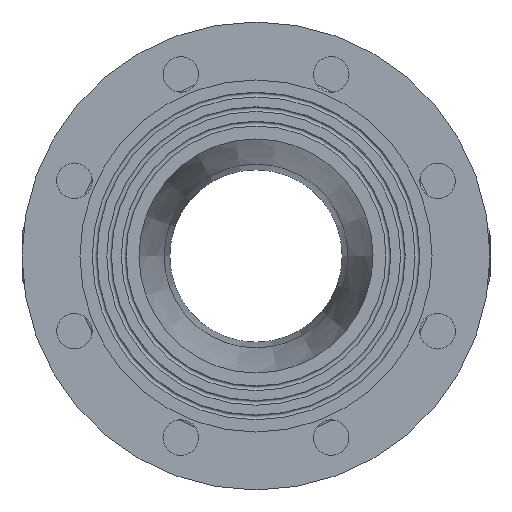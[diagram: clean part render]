
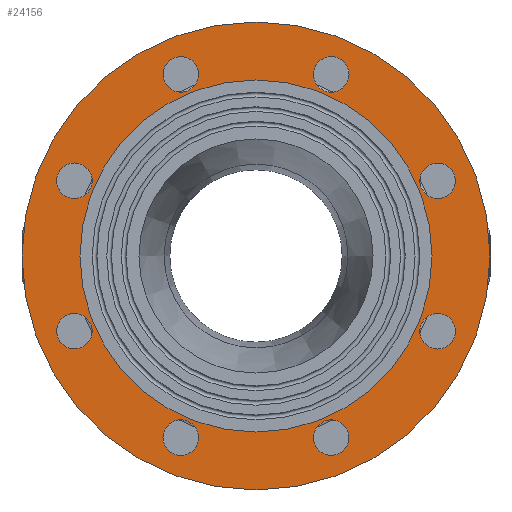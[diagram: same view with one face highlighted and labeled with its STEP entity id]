
A CAD part, front view. The second image highlights one B-rep face of the part: STEP entity #24156.
In plain terms, the highlighted planar face has unit normal (0, -1, 0).
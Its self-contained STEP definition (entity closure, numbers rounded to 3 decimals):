
#23673=CARTESIAN_POINT('',(46.899,3.,-90.29));
#23674=VERTEX_POINT('',#23673);
#23675=CARTESIAN_POINT('',(40.182,3.,-97.007));
#23676=DIRECTION('',(0.,1.0,0.));
#23677=DIRECTION('',(-0.707,0.,-0.707));
#23678=AXIS2_PLACEMENT_3D('',#23675,#23676,#23677);
#23679=CIRCLE('',#23678,9.5);
#23680=EDGE_CURVE('',#23674,#23674,#23679,.T.);
#23701=CARTESIAN_POINT('',(97.007,3.,-30.682));
#23702=VERTEX_POINT('',#23701);
#23703=CARTESIAN_POINT('',(97.007,3.,-40.182));
#23704=DIRECTION('',(0.0,1.0,0.0));
#23705=DIRECTION('',(0.0,0.0,-1.0));
#23706=AXIS2_PLACEMENT_3D('',#23703,#23704,#23705);
#23707=CIRCLE('',#23706,9.5);
#23708=EDGE_CURVE('',#23702,#23702,#23707,.T.);
#23729=CARTESIAN_POINT('',(90.29,3.,46.899));
#23730=VERTEX_POINT('',#23729);
#23731=CARTESIAN_POINT('',(97.007,3.,40.182));
#23732=DIRECTION('',(0.,1.0,0.));
#23733=DIRECTION('',(0.707,0.,-0.707));
#23734=AXIS2_PLACEMENT_3D('',#23731,#23732,#23733);
#23735=CIRCLE('',#23734,9.5);
#23736=EDGE_CURVE('',#23730,#23730,#23735,.T.);
#23757=CARTESIAN_POINT('',(30.682,3.,97.007));
#23758=VERTEX_POINT('',#23757);
#23759=CARTESIAN_POINT('',(40.182,3.,97.007));
#23760=DIRECTION('',(0.0,1.0,0.0));
#23761=DIRECTION('',(1.0,0.0,0.0));
#23762=AXIS2_PLACEMENT_3D('',#23759,#23760,#23761);
#23763=CIRCLE('',#23762,9.5);
#23764=EDGE_CURVE('',#23758,#23758,#23763,.T.);
#23785=CARTESIAN_POINT('',(-46.899,3.,90.29));
#23786=VERTEX_POINT('',#23785);
#23787=CARTESIAN_POINT('',(-40.182,3.,97.007));
#23788=DIRECTION('',(0.,1.,0.));
#23789=DIRECTION('',(0.707,0.,0.707));
#23790=AXIS2_PLACEMENT_3D('',#23787,#23788,#23789);
#23791=CIRCLE('',#23790,9.5);
#23792=EDGE_CURVE('',#23786,#23786,#23791,.T.);
#23813=CARTESIAN_POINT('',(-97.007,3.,30.682));
#23814=VERTEX_POINT('',#23813);
#23815=CARTESIAN_POINT('',(-97.007,3.,40.182));
#23816=DIRECTION('',(0.0,1.0,0.0));
#23817=DIRECTION('',(0.0,0.0,1.0));
#23818=AXIS2_PLACEMENT_3D('',#23815,#23816,#23817);
#23819=CIRCLE('',#23818,9.5);
#23820=EDGE_CURVE('',#23814,#23814,#23819,.T.);
#23841=CARTESIAN_POINT('',(-90.29,3.,-46.899));
#23842=VERTEX_POINT('',#23841);
#23843=CARTESIAN_POINT('',(-97.007,3.,-40.182));
#23844=DIRECTION('',(0.,1.,0.));
#23845=DIRECTION('',(-0.707,0.,0.707));
#23846=AXIS2_PLACEMENT_3D('',#23843,#23844,#23845);
#23847=CIRCLE('',#23846,9.5);
#23848=EDGE_CURVE('',#23842,#23842,#23847,.T.);
#23869=CARTESIAN_POINT('',(-30.682,3.,-97.007));
#23870=VERTEX_POINT('',#23869);
#23871=CARTESIAN_POINT('',(-40.182,3.,-97.007));
#23872=DIRECTION('',(0.0,1.0,0.0));
#23873=DIRECTION('',(-1.0,0.0,0.0));
#23874=AXIS2_PLACEMENT_3D('',#23871,#23872,#23873);
#23875=CIRCLE('',#23874,9.5);
#23876=EDGE_CURVE('',#23870,#23870,#23875,.T.);
#24105=CARTESIAN_POINT('',(-109.519,3.,0.0));
#24106=DIRECTION('',(0.0,-1.0,0.0));
#24107=DIRECTION('',(0.0,0.0,-1.0));
#24108=AXIS2_PLACEMENT_3D('',#24105,#24106,#24107);
#24109=PLANE('',#24108);
#24110=CARTESIAN_POINT('',(-125.,3.,0.0));
#24111=VERTEX_POINT('',#24110);
#24112=CARTESIAN_POINT('',(0.,3.,0.0));
#24113=DIRECTION('',(0.0,1.0,0.0));
#24114=DIRECTION('',(-1.0,0.0,0.0));
#24115=AXIS2_PLACEMENT_3D('',#24112,#24113,#24114);
#24116=CIRCLE('',#24115,125.);
#24117=EDGE_CURVE('',#24111,#24111,#24116,.T.);
#24118=ORIENTED_EDGE('',*,*,#24117,.F.);
#24119=EDGE_LOOP('',(#24118));
#24120=FACE_OUTER_BOUND('',#24119,.T.);
#24121=ORIENTED_EDGE('',*,*,#23680,.T.);
#24122=EDGE_LOOP('',(#24121));
#24123=FACE_BOUND('',#24122,.T.);
#24124=ORIENTED_EDGE('',*,*,#23708,.T.);
#24125=EDGE_LOOP('',(#24124));
#24126=FACE_BOUND('',#24125,.T.);
#24127=ORIENTED_EDGE('',*,*,#23736,.T.);
#24128=EDGE_LOOP('',(#24127));
#24129=FACE_BOUND('',#24128,.T.);
#24130=ORIENTED_EDGE('',*,*,#23764,.T.);
#24131=EDGE_LOOP('',(#24130));
#24132=FACE_BOUND('',#24131,.T.);
#24133=ORIENTED_EDGE('',*,*,#23792,.T.);
#24134=EDGE_LOOP('',(#24133));
#24135=FACE_BOUND('',#24134,.T.);
#24136=ORIENTED_EDGE('',*,*,#23820,.T.);
#24137=EDGE_LOOP('',(#24136));
#24138=FACE_BOUND('',#24137,.T.);
#24139=ORIENTED_EDGE('',*,*,#23848,.T.);
#24140=EDGE_LOOP('',(#24139));
#24141=FACE_BOUND('',#24140,.T.);
#24142=ORIENTED_EDGE('',*,*,#23876,.T.);
#24143=EDGE_LOOP('',(#24142));
#24144=FACE_BOUND('',#24143,.T.);
#24145=CARTESIAN_POINT('',(-94.037,3.,0.0));
#24146=VERTEX_POINT('',#24145);
#24147=CARTESIAN_POINT('',(0.,3.,0.0));
#24148=DIRECTION('',(0.0,1.0,0.0));
#24149=DIRECTION('',(-1.0,0.0,0.0));
#24150=AXIS2_PLACEMENT_3D('',#24147,#24148,#24149);
#24151=CIRCLE('',#24150,94.037);
#24152=EDGE_CURVE('',#24146,#24146,#24151,.T.);
#24153=ORIENTED_EDGE('',*,*,#24152,.T.);
#24154=EDGE_LOOP('',(#24153));
#24155=FACE_BOUND('',#24154,.T.);
#24156=ADVANCED_FACE('',(#24120,#24123,#24126,#24129,#24132,#24135,#24138,#24141,#24144,#24155),#24109,.T.);
